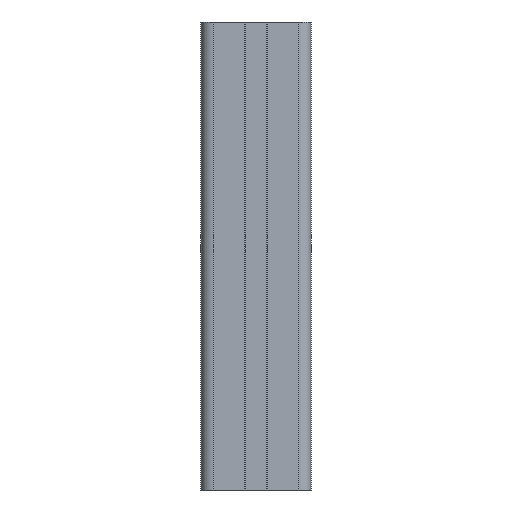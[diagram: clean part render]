
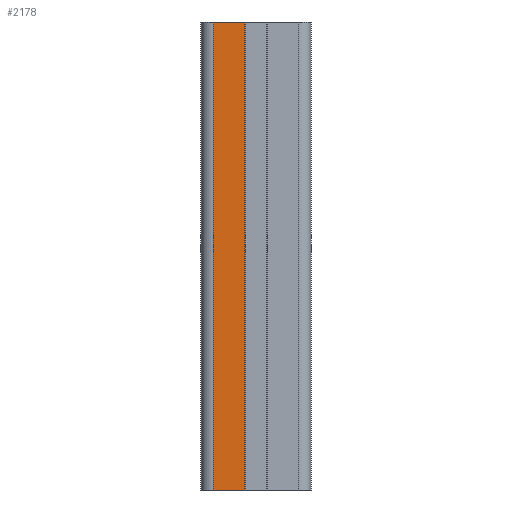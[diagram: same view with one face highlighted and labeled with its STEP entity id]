
A CAD part, left-side view. The second image highlights one B-rep face of the part: STEP entity #2178.
In plain terms, the highlighted planar face has unit normal (-1, 0, 0).
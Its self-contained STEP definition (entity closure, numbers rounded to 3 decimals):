
#121 = DIRECTION ( 'NONE',  ( 0., -1., 0. ) ) ;
#320 = LINE ( 'NONE', #1678, #970 ) ;
#672 = EDGE_CURVE ( 'NONE', #3588, #1427, #1815, .T. ) ;
#769 = ORIENTED_EDGE ( 'NONE', *, *, #672, .F. ) ;
#771 = CARTESIAN_POINT ( 'NONE',  ( -20., 0., 170. ) ) ;
#846 = LINE ( 'NONE', #2202, #1045 ) ;
#970 = VECTOR ( 'NONE', #3031, 1000. ) ;
#1045 = VECTOR ( 'NONE', #3554, 1000. ) ;
#1158 = VECTOR ( 'NONE', #4041, 1000. ) ;
#1258 = ORIENTED_EDGE ( 'NONE', *, *, #1261, .T. ) ;
#1261 = EDGE_CURVE ( 'NONE', #2715, #2892, #1325, .T. ) ;
#1325 = LINE ( 'NONE', #2685, #1158 ) ;
#1427 = VERTEX_POINT ( 'NONE', #1551 ) ;
#1503 = ORIENTED_EDGE ( 'NONE', *, *, #3075, .F. ) ;
#1551 = CARTESIAN_POINT ( 'NONE',  ( -20., 4.1, 170. ) ) ;
#1678 = CARTESIAN_POINT ( 'NONE',  ( -20., 4.1, 170. ) ) ;
#1748 = AXIS2_PLACEMENT_3D ( 'NONE', #771, #2130, #3487 ) ;
#1815 = LINE ( 'NONE', #3166, #2798 ) ;
#2130 = DIRECTION ( 'NONE',  ( 1., 0., 0. ) ) ;
#2178 = ADVANCED_FACE ( 'NONE', ( #2459 ), #3818, .F. ) ;
#2202 = CARTESIAN_POINT ( 'NONE',  ( -20., 15.5, 170. ) ) ;
#2392 = CARTESIAN_POINT ( 'NONE',  ( -20., 15.5, 0. ) ) ;
#2459 = FACE_OUTER_BOUND ( 'NONE', #2538, .T. ) ;
#2471 = ORIENTED_EDGE ( 'NONE', *, *, #2898, .T. ) ;
#2538 = EDGE_LOOP ( 'NONE', ( #1258, #1503, #769, #2471 ) ) ;
#2685 = CARTESIAN_POINT ( 'NONE',  ( -20., 0., 0. ) ) ;
#2715 = VERTEX_POINT ( 'NONE', #2392 ) ;
#2786 = CARTESIAN_POINT ( 'NONE',  ( -20., 15.5, 170. ) ) ;
#2798 = VECTOR ( 'NONE', #121, 1000. ) ;
#2892 = VERTEX_POINT ( 'NONE', #4230 ) ;
#2898 = EDGE_CURVE ( 'NONE', #3588, #2715, #846, .T. ) ;
#3031 = DIRECTION ( 'NONE',  ( 0., 0., -1. ) ) ;
#3075 = EDGE_CURVE ( 'NONE', #1427, #2892, #320, .T. ) ;
#3166 = CARTESIAN_POINT ( 'NONE',  ( -20., 0., 170. ) ) ;
#3487 = DIRECTION ( 'NONE',  ( 0., 0., -1. ) ) ;
#3554 = DIRECTION ( 'NONE',  ( 0., 0., -1. ) ) ;
#3588 = VERTEX_POINT ( 'NONE', #2786 ) ;
#3818 = PLANE ( 'NONE',  #1748 ) ;
#4041 = DIRECTION ( 'NONE',  ( 0., -1., 0. ) ) ;
#4230 = CARTESIAN_POINT ( 'NONE',  ( -20., 4.1, 0. ) ) ;
